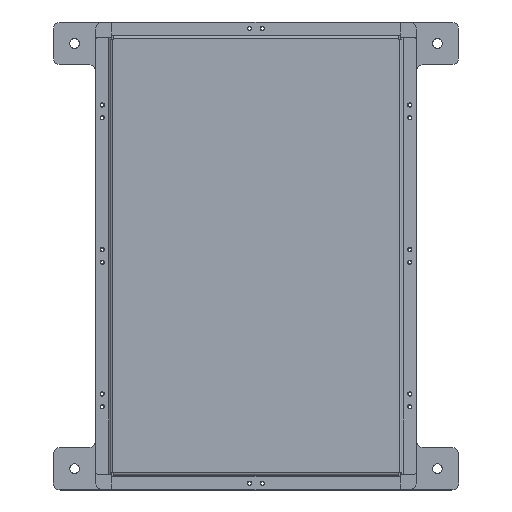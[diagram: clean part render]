
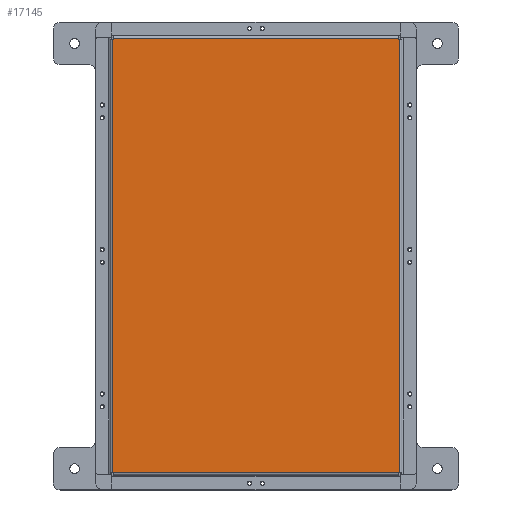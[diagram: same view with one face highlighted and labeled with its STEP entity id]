
A CAD part, top view. The second image highlights one B-rep face of the part: STEP entity #17145.
In plain terms, the highlighted face is planar.
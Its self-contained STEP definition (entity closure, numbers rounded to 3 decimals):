
#165 = CARTESIAN_POINT ( 'NONE',  ( -152.763, 102., 0. ) ) ;
#250 = VECTOR ( 'NONE', #17152, 1000. ) ;
#266 = VERTEX_POINT ( 'NONE', #6871 ) ;
#368 = VECTOR ( 'NONE', #14014, 1000. ) ;
#575 = EDGE_CURVE ( 'NONE', #7230, #6887, #976, .T. ) ;
#684 = CARTESIAN_POINT ( 'NONE',  ( 152.763, 102., 0. ) ) ;
#839 = EDGE_CURVE ( 'NONE', #17088, #11056, #8734, .T. ) ;
#917 = LINE ( 'NONE', #8948, #368 ) ;
#976 = LINE ( 'NONE', #6485, #7379 ) ;
#1176 = ORIENTED_EDGE ( 'NONE', *, *, #575, .F. ) ;
#1226 = VECTOR ( 'NONE', #1745, 1000. ) ;
#1332 = DIRECTION ( 'NONE',  ( -1., 0., 0. ) ) ;
#1357 = LINE ( 'NONE', #2999, #16194 ) ;
#1439 = ORIENTED_EDGE ( 'NONE', *, *, #13622, .F. ) ;
#1745 = DIRECTION ( 'NONE',  ( 0., 0., 1. ) ) ;
#1786 = LINE ( 'NONE', #165, #12304 ) ;
#2007 = EDGE_CURVE ( 'NONE', #266, #13158, #17105, .T. ) ;
#2278 = CARTESIAN_POINT ( 'NONE',  ( -153.263, 102., -100.763 ) ) ;
#2608 = ORIENTED_EDGE ( 'NONE', *, *, #12095, .F. ) ;
#2832 = CARTESIAN_POINT ( 'NONE',  ( 0., 102., -100.763 ) ) ;
#2879 = LINE ( 'NONE', #9438, #1226 ) ;
#2935 = EDGE_CURVE ( 'NONE', #10051, #6221, #5410, .T. ) ;
#2999 = CARTESIAN_POINT ( 'NONE',  ( 152.763, 102., 0. ) ) ;
#3103 = DIRECTION ( 'NONE',  ( 0., -1., 0. ) ) ;
#3180 = CARTESIAN_POINT ( 'NONE',  ( 152.763, 102., -100.763 ) ) ;
#3374 = CARTESIAN_POINT ( 'NONE',  ( -152.763, 102., -101.263 ) ) ;
#3791 = EDGE_CURVE ( 'NONE', #8457, #10051, #6349, .T. ) ;
#3814 = CARTESIAN_POINT ( 'NONE',  ( -153.263, 102., 100.763 ) ) ;
#4155 = LINE ( 'NONE', #2832, #16331 ) ;
#4752 = CARTESIAN_POINT ( 'NONE',  ( 153.263, 102., -100.763 ) ) ;
#5410 = LINE ( 'NONE', #684, #13950 ) ;
#5850 = DIRECTION ( 'NONE',  ( 0., 0., 1. ) ) ;
#6213 = CARTESIAN_POINT ( 'NONE',  ( -153.263, 102., 100.763 ) ) ;
#6221 = VERTEX_POINT ( 'NONE', #3180 ) ;
#6349 = LINE ( 'NONE', #11663, #250 ) ;
#6371 = EDGE_CURVE ( 'NONE', #14435, #8457, #14337, .T. ) ;
#6485 = CARTESIAN_POINT ( 'NONE',  ( 152.763, 102., 101.263 ) ) ;
#6871 = CARTESIAN_POINT ( 'NONE',  ( 153.263, 102., 100.763 ) ) ;
#6887 = VERTEX_POINT ( 'NONE', #16526 ) ;
#6944 = DIRECTION ( 'NONE',  ( 1., 0., 0. ) ) ;
#7117 = DIRECTION ( 'NONE',  ( 0., 0., -1. ) ) ;
#7118 = VECTOR ( 'NONE', #14310, 1000. ) ;
#7230 = VERTEX_POINT ( 'NONE', #13457 ) ;
#7379 = VECTOR ( 'NONE', #1332, 1000. ) ;
#7603 = ORIENTED_EDGE ( 'NONE', *, *, #14792, .F. ) ;
#7854 = DIRECTION ( 'NONE',  ( -1., 0., 0. ) ) ;
#7871 = ORIENTED_EDGE ( 'NONE', *, *, #839, .F. ) ;
#8041 = ORIENTED_EDGE ( 'NONE', *, *, #2935, .F. ) ;
#8406 = DIRECTION ( 'NONE',  ( 0., 0., -1. ) ) ;
#8457 = VERTEX_POINT ( 'NONE', #3374 ) ;
#8564 = VECTOR ( 'NONE', #7854, 1000. ) ;
#8734 = LINE ( 'NONE', #6213, #7118 ) ;
#8948 = CARTESIAN_POINT ( 'NONE',  ( 0., 102., -100.763 ) ) ;
#9078 = EDGE_LOOP ( 'NONE', ( #9279, #7603, #8041, #13366, #10657, #10595, #7871, #2608, #1439, #1176, #11853, #17091 ) ) ;
#9261 = CARTESIAN_POINT ( 'NONE',  ( -152.763, 102., -100.763 ) ) ;
#9279 = ORIENTED_EDGE ( 'NONE', *, *, #15593, .F. ) ;
#9385 = FACE_OUTER_BOUND ( 'NONE', #9078, .T. ) ;
#9438 = CARTESIAN_POINT ( 'NONE',  ( 153.263, 102., -100.763 ) ) ;
#9488 = VERTEX_POINT ( 'NONE', #4752 ) ;
#10051 = VERTEX_POINT ( 'NONE', #13355 ) ;
#10492 = CARTESIAN_POINT ( 'NONE',  ( 0., 102., 100.763 ) ) ;
#10595 = ORIENTED_EDGE ( 'NONE', *, *, #17157, .F. ) ;
#10602 = CARTESIAN_POINT ( 'NONE',  ( 0., 102., 100.763 ) ) ;
#10657 = ORIENTED_EDGE ( 'NONE', *, *, #6371, .F. ) ;
#10674 = DIRECTION ( 'NONE',  ( -1., 0., 0. ) ) ;
#11056 = VERTEX_POINT ( 'NONE', #2278 ) ;
#11663 = CARTESIAN_POINT ( 'NONE',  ( -152.763, 102., -101.263 ) ) ;
#11853 = ORIENTED_EDGE ( 'NONE', *, *, #14000, .F. ) ;
#11886 = AXIS2_PLACEMENT_3D ( 'NONE', #16005, #3103, #8406 ) ;
#12095 = EDGE_CURVE ( 'NONE', #15722, #17088, #13307, .T. ) ;
#12304 = VECTOR ( 'NONE', #7117, 1000. ) ;
#12749 = CARTESIAN_POINT ( 'NONE',  ( 152.763, 102., 100.763 ) ) ;
#13134 = CARTESIAN_POINT ( 'NONE',  ( -152.763, 102., 0. ) ) ;
#13158 = VERTEX_POINT ( 'NONE', #12749 ) ;
#13307 = LINE ( 'NONE', #10602, #13858 ) ;
#13355 = CARTESIAN_POINT ( 'NONE',  ( 152.763, 102., -101.263 ) ) ;
#13366 = ORIENTED_EDGE ( 'NONE', *, *, #3791, .F. ) ;
#13457 = CARTESIAN_POINT ( 'NONE',  ( 152.763, 102., 101.263 ) ) ;
#13622 = EDGE_CURVE ( 'NONE', #6887, #15722, #1786, .T. ) ;
#13858 = VECTOR ( 'NONE', #10674, 1000. ) ;
#13939 = VECTOR ( 'NONE', #16872, 1000. ) ;
#13950 = VECTOR ( 'NONE', #5850, 1000. ) ;
#14000 = EDGE_CURVE ( 'NONE', #13158, #7230, #1357, .T. ) ;
#14014 = DIRECTION ( 'NONE',  ( 1., 0., 0. ) ) ;
#14310 = DIRECTION ( 'NONE',  ( 0., 0., -1. ) ) ;
#14337 = LINE ( 'NONE', #13134, #13939 ) ;
#14435 = VERTEX_POINT ( 'NONE', #9261 ) ;
#14702 = PLANE ( 'NONE',  #11886 ) ;
#14792 = EDGE_CURVE ( 'NONE', #6221, #9488, #917, .T. ) ;
#14956 = DIRECTION ( 'NONE',  ( 0., 0., 1. ) ) ;
#15366 = CARTESIAN_POINT ( 'NONE',  ( -152.763, 102., 100.763 ) ) ;
#15593 = EDGE_CURVE ( 'NONE', #9488, #266, #2879, .T. ) ;
#15722 = VERTEX_POINT ( 'NONE', #15366 ) ;
#16005 = CARTESIAN_POINT ( 'NONE',  ( 0., 102., 0. ) ) ;
#16194 = VECTOR ( 'NONE', #14956, 1000. ) ;
#16331 = VECTOR ( 'NONE', #6944, 1000. ) ;
#16526 = CARTESIAN_POINT ( 'NONE',  ( -152.763, 102., 101.263 ) ) ;
#16872 = DIRECTION ( 'NONE',  ( 0., 0., -1. ) ) ;
#17088 = VERTEX_POINT ( 'NONE', #3814 ) ;
#17091 = ORIENTED_EDGE ( 'NONE', *, *, #2007, .F. ) ;
#17105 = LINE ( 'NONE', #10492, #8564 ) ;
#17145 = ADVANCED_FACE ( 'NONE', ( #9385 ), #14702, .F. ) ;
#17152 = DIRECTION ( 'NONE',  ( 1., 0., 0. ) ) ;
#17157 = EDGE_CURVE ( 'NONE', #11056, #14435, #4155, .T. ) ;
